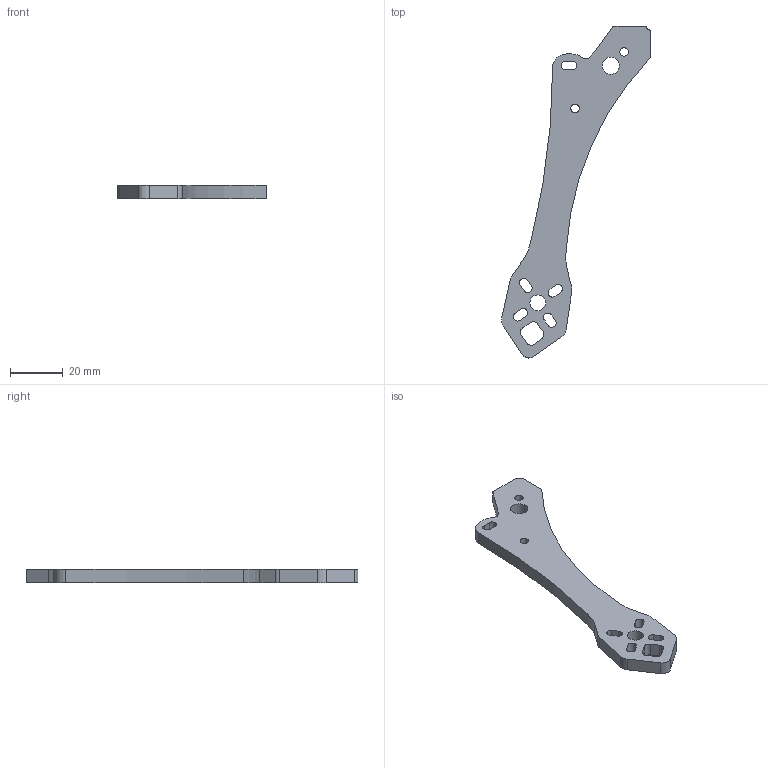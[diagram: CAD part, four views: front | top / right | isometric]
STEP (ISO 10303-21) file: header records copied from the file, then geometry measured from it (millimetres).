
FILE_DESCRIPTION(/* description */ (''),/* implementation_level */ '2;1');
FILE_NAME(/* name */ 'Front DC.step',/* time_stamp */ '2023-09-05T23:47:57+02:00',/* author */ (''),/* organization */ (''),/* preprocessor_version */ 'ST-DEVELOPER v19.2',/* originating_system */ 'Autodesk Translation Framework v12.6.0.85',/* authorisation */ '');
FILE_SCHEMA (('AUTOMOTIVE_DESIGN { 1 0 10303 214 3 1 1 }'));
Length unit declared in the file: millimetre
Products named in the file (1): Front left DC
Bounding box: 56.41 x 125.75 x 5 mm (x, y, z)
Volume: 10928.7 mm3; surface area: 6715.8 mm2
Topology: 1 solids, 1 shells, 58 faces, 168 edges, 112 vertices
Faces by surface type: cylinder 31, plane 27
Full cylindrical faces by diameter (mm): 3.2 x2, 6 x1, 6.5 x1
Entity records: 2016 total; most frequent: DIRECTION 348, CARTESIAN_POINT 339, ORIENTED_EDGE 336, EDGE_CURVE 168, AXIS2_PLACEMENT_3D 121, VERTEX_POINT 112, LINE 106, VECTOR 106
